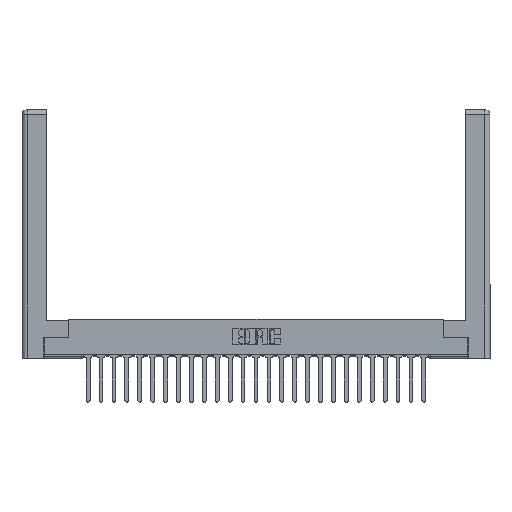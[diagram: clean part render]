
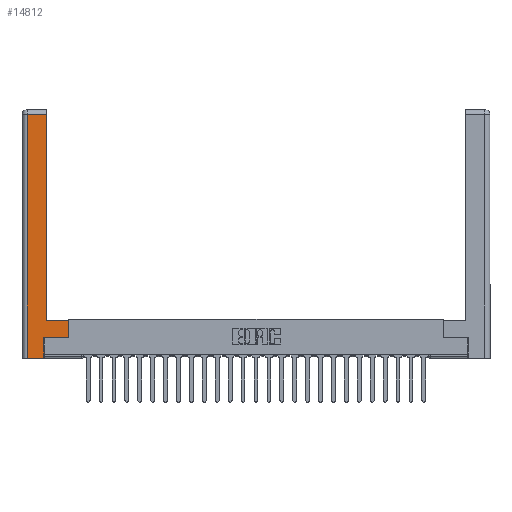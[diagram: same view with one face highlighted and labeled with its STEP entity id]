
A CAD part, top view. The second image highlights one B-rep face of the part: STEP entity #14812.
In plain terms, the highlighted planar face has unit normal (0, 0, 1).
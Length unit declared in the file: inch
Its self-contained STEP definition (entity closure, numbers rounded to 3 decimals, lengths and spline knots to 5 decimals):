
#19 = VERTEX_POINT ( 'NONE', #25741 ) ;
#275 = ORIENTED_EDGE ( 'NONE', *, *, #22812, .T. ) ;
#277 = VERTEX_POINT ( 'NONE', #22252 ) ;
#649 = CARTESIAN_POINT ( 'NONE',  ( 0.0615, 0., 0. ) ) ;
#1004 = DIRECTION ( 'NONE',  ( -1., 0., 0. ) ) ;
#1714 = LINE ( 'NONE', #10131, #8333 ) ;
#2589 = AXIS2_PLACEMENT_3D ( 'NONE', #23761, #4175, #14856 ) ;
#4175 = DIRECTION ( 'NONE',  ( 0., 0., -1. ) ) ;
#4396 = CARTESIAN_POINT ( 'NONE',  ( 0.265, 0.245, 0. ) ) ;
#4554 = VERTEX_POINT ( 'NONE', #4396 ) ;
#4570 = VERTEX_POINT ( 'NONE', #28330 ) ;
#4625 = VERTEX_POINT ( 'NONE', #649 ) ;
#5879 = EDGE_CURVE ( 'NONE', #26199, #4625, #6159, .T. ) ;
#5938 = ORIENTED_EDGE ( 'NONE', *, *, #7654, .T. ) ;
#6159 = LINE ( 'NONE', #15081, #17349 ) ;
#6195 = PLANE ( 'NONE',  #2589 ) ;
#7221 = VECTOR ( 'NONE', #14618, 39.37008 ) ;
#7654 = EDGE_CURVE ( 'NONE', #4625, #28467, #10761, .T. ) ;
#7773 = VECTOR ( 'NONE', #1004, 39.37008 ) ;
#8333 = VECTOR ( 'NONE', #15275, 39.37008 ) ;
#8667 = CARTESIAN_POINT ( 'NONE',  ( 0.295, 0.45, 0. ) ) ;
#9538 = ORIENTED_EDGE ( 'NONE', *, *, #25744, .T. ) ;
#10131 = CARTESIAN_POINT ( 'NONE',  ( 0.295, 3., 0. ) ) ;
#10390 = ORIENTED_EDGE ( 'NONE', *, *, #27018, .T. ) ;
#10562 = CARTESIAN_POINT ( 'NONE',  ( 0.565, 0.45, 0. ) ) ;
#10761 = LINE ( 'NONE', #25629, #17698 ) ;
#11171 = DIRECTION ( 'NONE',  ( 0., -1., 0. ) ) ;
#11904 = ORIENTED_EDGE ( 'NONE', *, *, #28110, .T. ) ;
#14618 = DIRECTION ( 'NONE',  ( 0., 1., 0. ) ) ;
#14812 = ADVANCED_FACE ( 'NONE', ( #24046 ), #6195, .F. ) ;
#14856 = DIRECTION ( 'NONE',  ( -1., 0., 0. ) ) ;
#14899 = LINE ( 'NONE', #23390, #19510 ) ;
#15081 = CARTESIAN_POINT ( 'NONE',  ( 0.0615, 0., 0. ) ) ;
#15275 = DIRECTION ( 'NONE',  ( 0., 1., 0. ) ) ;
#16575 = CARTESIAN_POINT ( 'NONE',  ( 0.0615, 2.94, 0. ) ) ;
#16757 = CARTESIAN_POINT ( 'NONE',  ( 0.265, 0., 0. ) ) ;
#16907 = DIRECTION ( 'NONE',  ( 1., 0., 0. ) ) ;
#17291 = CARTESIAN_POINT ( 'NONE',  ( 0.0615, 2.94, 0. ) ) ;
#17349 = VECTOR ( 'NONE', #11171, 39.37008 ) ;
#17502 = ORIENTED_EDGE ( 'NONE', *, *, #21088, .T. ) ;
#17610 = VECTOR ( 'NONE', #18868, 39.37008 ) ;
#17698 = VECTOR ( 'NONE', #28086, 39.37008 ) ;
#18021 = VERTEX_POINT ( 'NONE', #8667 ) ;
#18199 = EDGE_LOOP ( 'NONE', ( #17502, #275, #21999, #5938, #11904, #9538, #10390, #18539 ) ) ;
#18539 = ORIENTED_EDGE ( 'NONE', *, *, #18792, .T. ) ;
#18792 = EDGE_CURVE ( 'NONE', #4570, #18021, #21190, .T. ) ;
#18868 = DIRECTION ( 'NONE',  ( -1., 0., 0. ) ) ;
#19510 = VECTOR ( 'NONE', #16907, 39.37008 ) ;
#21088 = EDGE_CURVE ( 'NONE', #18021, #19, #1714, .T. ) ;
#21185 = LINE ( 'NONE', #16575, #17610 ) ;
#21190 = LINE ( 'NONE', #25504, #7773 ) ;
#21804 = LINE ( 'NONE', #10562, #7221 ) ;
#21999 = ORIENTED_EDGE ( 'NONE', *, *, #5879, .T. ) ;
#22252 = CARTESIAN_POINT ( 'NONE',  ( 0.565, 0.245, 0. ) ) ;
#22442 = DIRECTION ( 'NONE',  ( 0., 1., 0. ) ) ;
#22598 = CARTESIAN_POINT ( 'NONE',  ( 0.265, 0.245, 0. ) ) ;
#22812 = EDGE_CURVE ( 'NONE', #19, #26199, #21185, .T. ) ;
#23390 = CARTESIAN_POINT ( 'NONE',  ( 0.565, 0.245, 0. ) ) ;
#23761 = CARTESIAN_POINT ( 'NONE',  ( 0., 0., 0. ) ) ;
#24046 = FACE_OUTER_BOUND ( 'NONE', #18199, .T. ) ;
#24614 = LINE ( 'NONE', #22598, #27072 ) ;
#25504 = CARTESIAN_POINT ( 'NONE',  ( 0.295, 0.45, 0. ) ) ;
#25629 = CARTESIAN_POINT ( 'NONE',  ( 0.265, 0., 0. ) ) ;
#25741 = CARTESIAN_POINT ( 'NONE',  ( 0.295, 2.94, 0. ) ) ;
#25744 = EDGE_CURVE ( 'NONE', #4554, #277, #14899, .T. ) ;
#26199 = VERTEX_POINT ( 'NONE', #17291 ) ;
#27018 = EDGE_CURVE ( 'NONE', #277, #4570, #21804, .T. ) ;
#27072 = VECTOR ( 'NONE', #22442, 39.37008 ) ;
#28086 = DIRECTION ( 'NONE',  ( 1., 0., 0. ) ) ;
#28110 = EDGE_CURVE ( 'NONE', #28467, #4554, #24614, .T. ) ;
#28330 = CARTESIAN_POINT ( 'NONE',  ( 0.565, 0.45, 0. ) ) ;
#28467 = VERTEX_POINT ( 'NONE', #16757 ) ;
